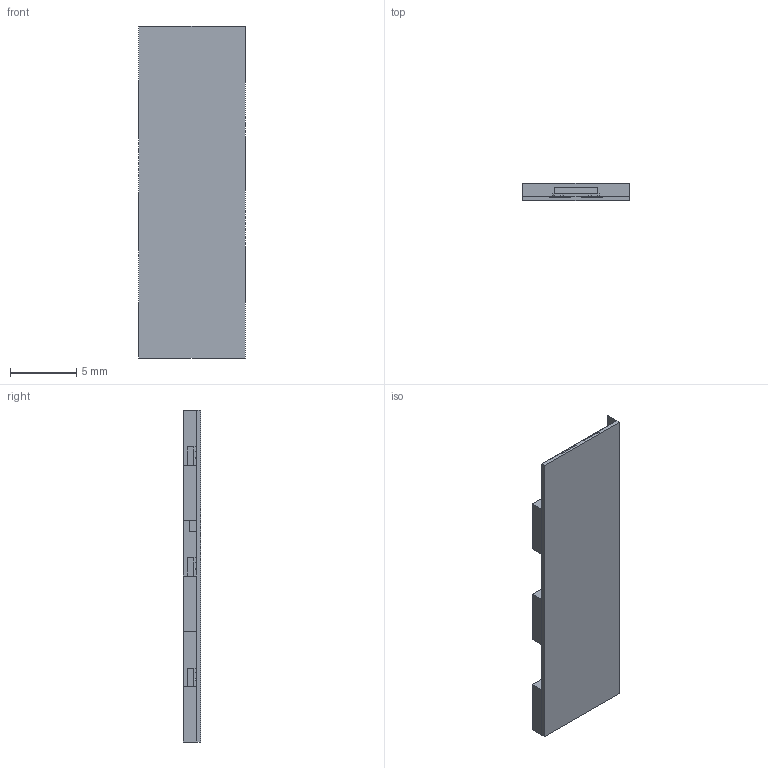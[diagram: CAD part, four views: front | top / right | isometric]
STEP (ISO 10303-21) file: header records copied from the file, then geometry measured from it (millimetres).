
FILE_DESCRIPTION((''),'2;1');
FILE_NAME('LS-12V-120-W8-2835_ASM','2020-08-04T',('Administrator'),(''),'PRO/ENGINEER BY PARAMETRIC TECHNOLOGY CORPORATION, 2011310','PRO/ENGINEER BY PARAMETRIC TECHNOLOGY CORPORATION, 2011310','');
FILE_SCHEMA(('AUTOMOTIVE_DESIGN_CC2 { 1 2 10303 214 -1 1 5 2 }'));
Length unit declared in the file: millimetre
Products named in the file (13): LS-12V-120-W8-2835_SKEL; LS-12V-120-W8-2835_PLATE; LS-12V-120-W8-2835_PADS; LED_CHIP_2835_ELETRODE_1; LED_CHIP_2835_ELETRODE_2; LED_CHIP_2835_SLICONE; LED_CHIP_2835_BASE; LED_CHIP_2835_ASM; RES_1206_01; RES_1206_02; RES_1206_03; RES_1206_ASM; LS-12V-120-W8-2835_ASM
Assembly tree (15 placements, depth 3):
  LS-12V-120-W8-2835_ASM
    LS-12V-120-W8-2835_SKEL
    LS-12V-120-W8-2835_PLATE
    LS-12V-120-W8-2835_PADS
    LED_CHIP_2835_ASM  x3
      LED_CHIP_2835_ELETRODE_1
      LED_CHIP_2835_ELETRODE_2
      LED_CHIP_2835_SLICONE
      LED_CHIP_2835_BASE
    RES_1206_ASM
      RES_1206_01  x2
      RES_1206_02
      RES_1206_03
Bounding box: 8 x 1.3 x 25 mm (x, y, z)
Volume: 81.5 mm3; surface area: 1450.4 mm2
Topology: 30 solids, 34 shells, 691 faces, 1843 edges, 1230 vertices
Faces by surface type: plane 479, cylinder 148, extrusion 28, cone 24, torus 12
Entity records: 17143 total; most frequent: CARTESIAN_POINT 2606, DIRECTION 2169, ORIENTED_EDGE 2118, PRESENTATION_STYLE_ASSIGNMENT 1164, STYLED_ITEM 1148, CURVE_STYLE 1123, EDGE_CURVE 1123, VECTOR 851
